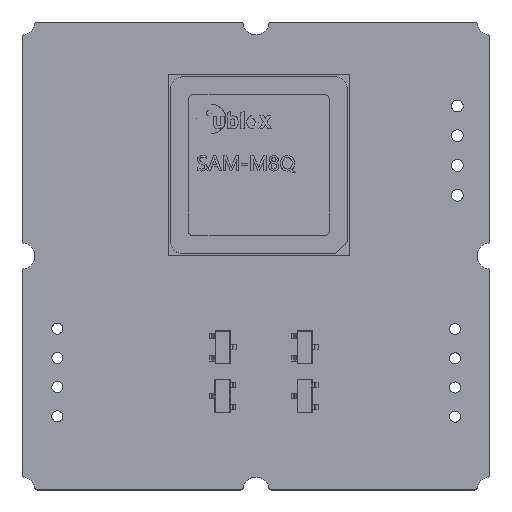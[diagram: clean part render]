
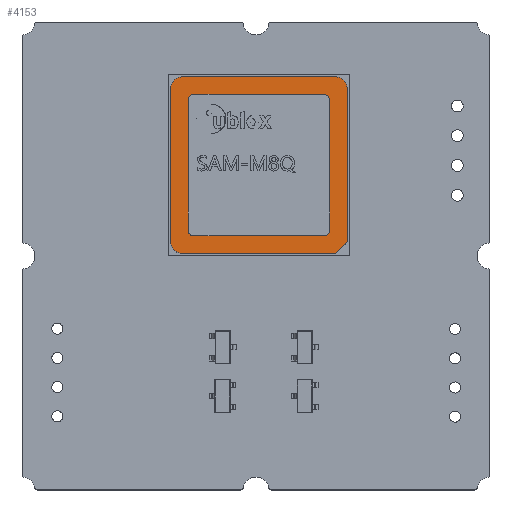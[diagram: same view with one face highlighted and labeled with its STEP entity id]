
A CAD part, top view. The second image highlights one B-rep face of the part: STEP entity #4153.
In plain terms, the highlighted face is planar.
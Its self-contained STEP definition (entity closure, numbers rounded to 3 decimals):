
#4153 = ADVANCED_FACE('',(#4154,#4223),#4293,.F.);
#4154 = FACE_BOUND('',#4155,.T.);
#4155 = EDGE_LOOP('',(#4156,#4166,#4174,#4182,#4191,#4199,#4208,#4216));
#4156 = ORIENTED_EDGE('',*,*,#4157,.T.);
#4157 = EDGE_CURVE('',#4158,#4160,#4162,.T.);
#4158 = VERTEX_POINT('',#4159);
#4159 = CARTESIAN_POINT('',(1.1,6.3,15.2));
#4160 = VERTEX_POINT('',#4161);
#4161 = CARTESIAN_POINT('',(14.2,6.3,15.2));
#4162 = LINE('',#4163,#4164);
#4163 = CARTESIAN_POINT('',(15.2,6.3,15.2));
#4164 = VECTOR('',#4165,1.);
#4165 = DIRECTION('',(1.,-0.,-0.));
#4166 = ORIENTED_EDGE('',*,*,#4167,.T.);
#4167 = EDGE_CURVE('',#4160,#4168,#4170,.T.);
#4168 = VERTEX_POINT('',#4169);
#4169 = CARTESIAN_POINT('',(15.2,6.3,14.2));
#4170 = LINE('',#4171,#4172);
#4171 = CARTESIAN_POINT('',(15.2,6.3,14.2));
#4172 = VECTOR('',#4173,1.);
#4173 = DIRECTION('',(0.707,-0.,-0.707));
#4174 = ORIENTED_EDGE('',*,*,#4175,.T.);
#4175 = EDGE_CURVE('',#4168,#4176,#4178,.T.);
#4176 = VERTEX_POINT('',#4177);
#4177 = CARTESIAN_POINT('',(15.2,6.3,1.1));
#4178 = LINE('',#4179,#4180);
#4179 = CARTESIAN_POINT('',(15.2,6.3,0.1));
#4180 = VECTOR('',#4181,1.);
#4181 = DIRECTION('',(0.,-0.,-1.));
#4182 = ORIENTED_EDGE('',*,*,#4183,.T.);
#4183 = EDGE_CURVE('',#4176,#4184,#4186,.T.);
#4184 = VERTEX_POINT('',#4185);
#4185 = CARTESIAN_POINT('',(14.2,6.3,0.1));
#4186 = CIRCLE('',#4187,1.);
#4187 = AXIS2_PLACEMENT_3D('',#4188,#4189,#4190);
#4188 = CARTESIAN_POINT('',(14.2,6.3,1.1));
#4189 = DIRECTION('',(0.,1.,0.));
#4190 = DIRECTION('',(0.,0.,-1.));
#4191 = ORIENTED_EDGE('',*,*,#4192,.T.);
#4192 = EDGE_CURVE('',#4184,#4193,#4195,.T.);
#4193 = VERTEX_POINT('',#4194);
#4194 = CARTESIAN_POINT('',(1.1,6.3,0.1));
#4195 = LINE('',#4196,#4197);
#4196 = CARTESIAN_POINT('',(0.1,6.3,0.1));
#4197 = VECTOR('',#4198,1.);
#4198 = DIRECTION('',(-1.,-0.,-0.));
#4199 = ORIENTED_EDGE('',*,*,#4200,.T.);
#4200 = EDGE_CURVE('',#4193,#4201,#4203,.T.);
#4201 = VERTEX_POINT('',#4202);
#4202 = CARTESIAN_POINT('',(0.1,6.3,1.1));
#4203 = CIRCLE('',#4204,1.);
#4204 = AXIS2_PLACEMENT_3D('',#4205,#4206,#4207);
#4205 = CARTESIAN_POINT('',(1.1,6.3,1.1));
#4206 = DIRECTION('',(0.,1.,0.));
#4207 = DIRECTION('',(0.,0.,-1.));
#4208 = ORIENTED_EDGE('',*,*,#4209,.T.);
#4209 = EDGE_CURVE('',#4201,#4210,#4212,.T.);
#4210 = VERTEX_POINT('',#4211);
#4211 = CARTESIAN_POINT('',(0.1,6.3,14.2));
#4212 = LINE('',#4213,#4214);
#4213 = CARTESIAN_POINT('',(0.1,6.3,15.2));
#4214 = VECTOR('',#4215,1.);
#4215 = DIRECTION('',(-0.,-0.,1.));
#4216 = ORIENTED_EDGE('',*,*,#4217,.T.);
#4217 = EDGE_CURVE('',#4210,#4158,#4218,.T.);
#4218 = CIRCLE('',#4219,1.);
#4219 = AXIS2_PLACEMENT_3D('',#4220,#4221,#4222);
#4220 = CARTESIAN_POINT('',(1.1,6.3,14.2));
#4221 = DIRECTION('',(0.,1.,0.));
#4222 = DIRECTION('',(0.,0.,-1.));
#4223 = FACE_BOUND('',#4224,.T.);
#4224 = EDGE_LOOP('',(#4225,#4235,#4244,#4252,#4261,#4269,#4278,#4286));
#4225 = ORIENTED_EDGE('',*,*,#4226,.F.);
#4226 = EDGE_CURVE('',#4227,#4229,#4231,.T.);
#4227 = VERTEX_POINT('',#4228);
#4228 = CARTESIAN_POINT('',(13.2,6.3,1.6));
#4229 = VERTEX_POINT('',#4230);
#4230 = CARTESIAN_POINT('',(2.1,6.3,1.6));
#4231 = LINE('',#4232,#4233);
#4232 = CARTESIAN_POINT('',(13.7,6.3,1.6));
#4233 = VECTOR('',#4234,1.);
#4234 = DIRECTION('',(-1.,0.,0.));
#4235 = ORIENTED_EDGE('',*,*,#4236,.T.);
#4236 = EDGE_CURVE('',#4227,#4237,#4239,.T.);
#4237 = VERTEX_POINT('',#4238);
#4238 = CARTESIAN_POINT('',(13.7,6.3,2.1));
#4239 = CIRCLE('',#4240,0.5);
#4240 = AXIS2_PLACEMENT_3D('',#4241,#4242,#4243);
#4241 = CARTESIAN_POINT('',(13.2,6.3,2.1));
#4242 = DIRECTION('',(0.,-1.,-0.));
#4243 = DIRECTION('',(0.,0.,-1.));
#4244 = ORIENTED_EDGE('',*,*,#4245,.F.);
#4245 = EDGE_CURVE('',#4246,#4237,#4248,.T.);
#4246 = VERTEX_POINT('',#4247);
#4247 = CARTESIAN_POINT('',(13.7,6.3,13.2));
#4248 = LINE('',#4249,#4250);
#4249 = CARTESIAN_POINT('',(13.7,6.3,13.7));
#4250 = VECTOR('',#4251,1.);
#4251 = DIRECTION('',(0.,0.,-1.));
#4252 = ORIENTED_EDGE('',*,*,#4253,.T.);
#4253 = EDGE_CURVE('',#4246,#4254,#4256,.T.);
#4254 = VERTEX_POINT('',#4255);
#4255 = CARTESIAN_POINT('',(13.2,6.3,13.7));
#4256 = CIRCLE('',#4257,0.5);
#4257 = AXIS2_PLACEMENT_3D('',#4258,#4259,#4260);
#4258 = CARTESIAN_POINT('',(13.2,6.3,13.2));
#4259 = DIRECTION('',(0.,-1.,-0.));
#4260 = DIRECTION('',(0.,0.,-1.));
#4261 = ORIENTED_EDGE('',*,*,#4262,.F.);
#4262 = EDGE_CURVE('',#4263,#4254,#4265,.T.);
#4263 = VERTEX_POINT('',#4264);
#4264 = CARTESIAN_POINT('',(2.1,6.3,13.7));
#4265 = LINE('',#4266,#4267);
#4266 = CARTESIAN_POINT('',(1.6,6.3,13.7));
#4267 = VECTOR('',#4268,1.);
#4268 = DIRECTION('',(1.,0.,0.));
#4269 = ORIENTED_EDGE('',*,*,#4270,.T.);
#4270 = EDGE_CURVE('',#4263,#4271,#4273,.T.);
#4271 = VERTEX_POINT('',#4272);
#4272 = CARTESIAN_POINT('',(1.6,6.3,13.2));
#4273 = CIRCLE('',#4274,0.5);
#4274 = AXIS2_PLACEMENT_3D('',#4275,#4276,#4277);
#4275 = CARTESIAN_POINT('',(2.1,6.3,13.2));
#4276 = DIRECTION('',(0.,-1.,-0.));
#4277 = DIRECTION('',(0.,0.,-1.));
#4278 = ORIENTED_EDGE('',*,*,#4279,.F.);
#4279 = EDGE_CURVE('',#4280,#4271,#4282,.T.);
#4280 = VERTEX_POINT('',#4281);
#4281 = CARTESIAN_POINT('',(1.6,6.3,2.1));
#4282 = LINE('',#4283,#4284);
#4283 = CARTESIAN_POINT('',(1.6,6.3,1.6));
#4284 = VECTOR('',#4285,1.);
#4285 = DIRECTION('',(0.,0.,1.));
#4286 = ORIENTED_EDGE('',*,*,#4287,.T.);
#4287 = EDGE_CURVE('',#4280,#4229,#4288,.T.);
#4288 = CIRCLE('',#4289,0.5);
#4289 = AXIS2_PLACEMENT_3D('',#4290,#4291,#4292);
#4290 = CARTESIAN_POINT('',(2.1,6.3,2.1));
#4291 = DIRECTION('',(0.,-1.,-0.));
#4292 = DIRECTION('',(0.,0.,-1.));
#4293 = PLANE('',#4294);
#4294 = AXIS2_PLACEMENT_3D('',#4295,#4296,#4297);
#4295 = CARTESIAN_POINT('',(0.,6.3,0.));
#4296 = DIRECTION('',(0.,-1.,-0.));
#4297 = DIRECTION('',(0.,0.,-1.));
